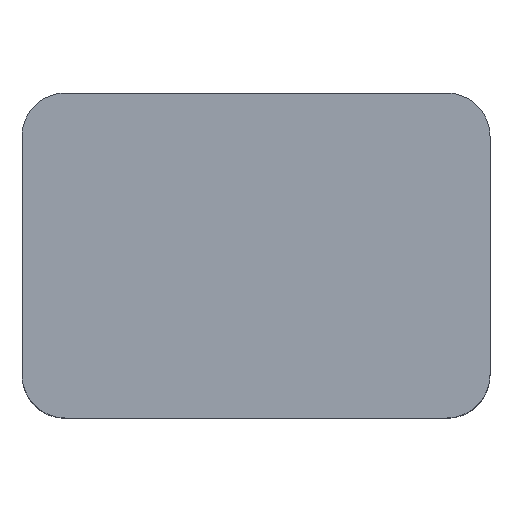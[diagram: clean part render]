
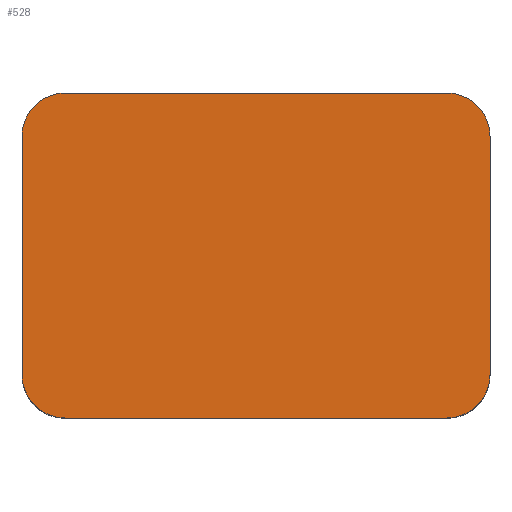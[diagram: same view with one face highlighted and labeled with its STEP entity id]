
A CAD part, top view. The second image highlights one B-rep face of the part: STEP entity #528.
In plain terms, the highlighted planar face has unit normal (0, 0, 1).
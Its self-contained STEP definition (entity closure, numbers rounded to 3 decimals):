
#89 = VERTEX_POINT('',#90);
#90 = CARTESIAN_POINT('',(-8.8,7.5,15.));
#96 = EDGE_CURVE('',#97,#89,#99,.T.);
#97 = VERTEX_POINT('',#98);
#98 = CARTESIAN_POINT('',(8.8,7.5,15.));
#99 = LINE('',#100,#101);
#100 = CARTESIAN_POINT('',(10.8,7.5,15.));
#101 = VECTOR('',#102,1.);
#102 = DIRECTION('',(-1.,0.,0.));
#482 = EDGE_CURVE('',#89,#483,#485,.T.);
#483 = VERTEX_POINT('',#484);
#484 = CARTESIAN_POINT('',(-10.8,5.5,15.));
#485 = CIRCLE('',#486,2.);
#486 = AXIS2_PLACEMENT_3D('',#487,#488,#489);
#487 = CARTESIAN_POINT('',(-8.8,5.5,15.));
#488 = DIRECTION('',(0.,0.,1.));
#489 = DIRECTION('',(0.,1.,0.));
#509 = VERTEX_POINT('',#510);
#510 = CARTESIAN_POINT('',(10.8,5.5,15.));
#516 = EDGE_CURVE('',#97,#509,#517,.T.);
#517 = CIRCLE('',#518,2.);
#518 = AXIS2_PLACEMENT_3D('',#519,#520,#521);
#519 = CARTESIAN_POINT('',(8.8,5.5,15.));
#520 = DIRECTION('',(-0.,0.,-1.));
#521 = DIRECTION('',(0.,-1.,0.));
#528 = ADVANCED_FACE('',(#529),#574,.F.);
#529 = FACE_BOUND('',#530,.F.);
#530 = EDGE_LOOP('',(#531,#539,#548,#556,#565,#571,#572,#573));
#531 = ORIENTED_EDGE('',*,*,#532,.T.);
#532 = EDGE_CURVE('',#509,#533,#535,.T.);
#533 = VERTEX_POINT('',#534);
#534 = CARTESIAN_POINT('',(10.8,-5.5,15.));
#535 = LINE('',#536,#537);
#536 = CARTESIAN_POINT('',(10.8,7.5,15.));
#537 = VECTOR('',#538,1.);
#538 = DIRECTION('',(0.,-1.,0.));
#539 = ORIENTED_EDGE('',*,*,#540,.F.);
#540 = EDGE_CURVE('',#541,#533,#543,.T.);
#541 = VERTEX_POINT('',#542);
#542 = CARTESIAN_POINT('',(8.8,-7.5,15.));
#543 = CIRCLE('',#544,2.);
#544 = AXIS2_PLACEMENT_3D('',#545,#546,#547);
#545 = CARTESIAN_POINT('',(8.8,-5.5,15.));
#546 = DIRECTION('',(-0.,0.,1.));
#547 = DIRECTION('',(0.,-1.,0.));
#548 = ORIENTED_EDGE('',*,*,#549,.T.);
#549 = EDGE_CURVE('',#541,#550,#552,.T.);
#550 = VERTEX_POINT('',#551);
#551 = CARTESIAN_POINT('',(-8.8,-7.5,15.));
#552 = LINE('',#553,#554);
#553 = CARTESIAN_POINT('',(10.8,-7.5,15.));
#554 = VECTOR('',#555,1.);
#555 = DIRECTION('',(-1.,0.,0.));
#556 = ORIENTED_EDGE('',*,*,#557,.T.);
#557 = EDGE_CURVE('',#550,#558,#560,.T.);
#558 = VERTEX_POINT('',#559);
#559 = CARTESIAN_POINT('',(-10.8,-5.5,15.));
#560 = CIRCLE('',#561,2.);
#561 = AXIS2_PLACEMENT_3D('',#562,#563,#564);
#562 = CARTESIAN_POINT('',(-8.8,-5.5,15.));
#563 = DIRECTION('',(0.,0.,-1.));
#564 = DIRECTION('',(0.,1.,0.));
#565 = ORIENTED_EDGE('',*,*,#566,.F.);
#566 = EDGE_CURVE('',#483,#558,#567,.T.);
#567 = LINE('',#568,#569);
#568 = CARTESIAN_POINT('',(-10.8,7.5,15.));
#569 = VECTOR('',#570,1.);
#570 = DIRECTION('',(0.,-1.,0.));
#571 = ORIENTED_EDGE('',*,*,#482,.F.);
#572 = ORIENTED_EDGE('',*,*,#96,.F.);
#573 = ORIENTED_EDGE('',*,*,#516,.T.);
#574 = PLANE('',#575);
#575 = AXIS2_PLACEMENT_3D('',#576,#577,#578);
#576 = CARTESIAN_POINT('',(10.8,7.5,15.));
#577 = DIRECTION('',(0.,0.,-1.));
#578 = DIRECTION('',(-1.,0.,0.));
